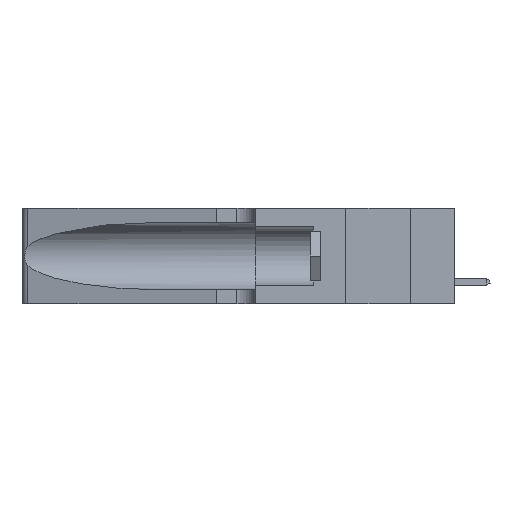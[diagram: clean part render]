
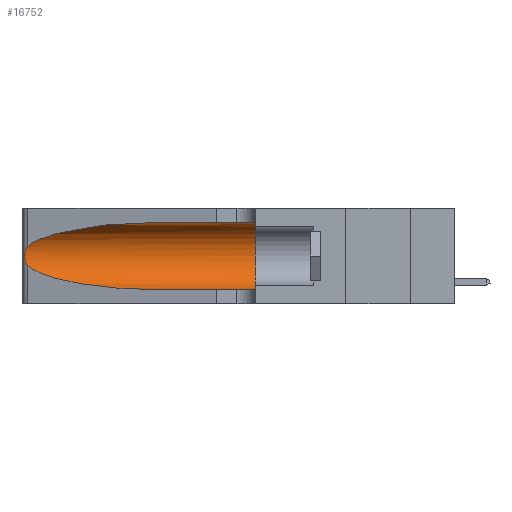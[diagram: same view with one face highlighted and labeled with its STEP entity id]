
A CAD part, left-side view. The second image highlights one B-rep face of the part: STEP entity #16752.
In plain terms, the highlighted cylindrical face has radius 3.308 mm (diameter 6.617 mm), a partial arc.
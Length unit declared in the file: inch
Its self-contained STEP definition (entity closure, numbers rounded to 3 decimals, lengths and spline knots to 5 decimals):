
#260 = VERTEX_POINT ( 'NONE', #13398 ) ;
#416 = CARTESIAN_POINT ( 'NONE',  ( 0.1305, 1.61858, 0.185 ) ) ;
#604 = EDGE_CURVE ( 'NONE', #3940, #260, #16003, .T. ) ;
#627 = VECTOR ( 'NONE', #3151, 39.37008 ) ;
#955 = CARTESIAN_POINT ( 'NONE',  ( 0.1305, 0.35, 0.185 ) ) ;
#1396 = VECTOR ( 'NONE', #17653, 39.37008 ) ;
#2276 = EDGE_CURVE ( 'NONE', #29428, #17789, #4489, .T. ) ;
#2770 = CYLINDRICAL_SURFACE ( 'NONE', #7702, 0.13025 ) ;
#2799 = CARTESIAN_POINT ( 'NONE',  ( 0.25487, 1.22718, 0.22369 ) ) ;
#3032 = DIRECTION ( 'NONE',  ( 0., 0., -1. ) ) ;
#3127 = DIRECTION ( 'NONE',  ( 0., 0., 1. ) ) ;
#3151 = DIRECTION ( 'NONE',  ( 0., -1., 0. ) ) ;
#3597 = CIRCLE ( 'NONE', #17561, 0.13025 ) ;
#3940 = VERTEX_POINT ( 'NONE', #22082 ) ;
#4159 = EDGE_CURVE ( 'NONE', #6143, #7167, #28528, .T. ) ;
#4489 = B_SPLINE_CURVE_WITH_KNOTS ( 'NONE', 3,
 ( #25372, #22976, #22890, #20478, #25276, #27299, #22800, #16174, #20675, #25084, #27399, #9180, #20388, #25187 ),
 .UNSPECIFIED., .F., .F.,
 ( 4, 2, 2, 2, 2, 2, 4 ),
 ( 0., 0.00027, 0.00053, 0.00107, 0.0016, 0.00187, 0.00214 ),
 .UNSPECIFIED. ) ;
#6143 = VERTEX_POINT ( 'NONE', #9998 ) ;
#7144 = ORIENTED_EDGE ( 'NONE', *, *, #12445, .F. ) ;
#7167 = VERTEX_POINT ( 'NONE', #7529 ) ;
#7529 = CARTESIAN_POINT ( 'NONE',  ( 0.1305, 0.35, 0.05475 ) ) ;
#7702 = AXIS2_PLACEMENT_3D ( 'NONE', #416, #12040, #3032 ) ;
#7772 = ORIENTED_EDGE ( 'NONE', *, *, #604, .F. ) ;
#8047 = CARTESIAN_POINT ( 'NONE',  ( 0.2373, 1.15595, 0.28018 ) ) ;
#8242 = CARTESIAN_POINT ( 'NONE',  ( 0.25487, 1.22718, 0.22369 ) ) ;
#8521 =( BOUNDED_CURVE ( )  B_SPLINE_CURVE ( 3, ( #25960, #23740, #10050, #28908 ),
 .UNSPECIFIED., .F., .F. ) 
 B_SPLINE_CURVE_WITH_KNOTS ( ( 4, 4 ),
 ( 3.44316, 4.71239 ),
 .UNSPECIFIED. ) 
 CURVE ( )  GEOMETRIC_REPRESENTATION_ITEM ( )  RATIONAL_B_SPLINE_CURVE ( ( 1., 0.87, 0.87, 1. ) ) 
 REPRESENTATION_ITEM ( '' )  );
#9180 = CARTESIAN_POINT ( 'NONE',  ( 0.25639, 1.23186, 0.15144 ) ) ;
#9998 = CARTESIAN_POINT ( 'NONE',  ( 0.1305, 0.72297, 0.05475 ) ) ;
#10050 = CARTESIAN_POINT ( 'NONE',  ( 0.18966, 0.96281, 0.05475 ) ) ;
#12040 = DIRECTION ( 'NONE',  ( 0., -1., 0. ) ) ;
#12445 = EDGE_CURVE ( 'NONE', #260, #7167, #3597, .T. ) ;
#12921 =( BOUNDED_CURVE ( )  B_SPLINE_CURVE ( 3, ( #12957, #19543, #8047, #8242 ),
 .UNSPECIFIED., .F., .F. ) 
 B_SPLINE_CURVE_WITH_KNOTS ( ( 4, 4 ),
 ( 1.5708, 2.84003 ),
 .UNSPECIFIED. ) 
 CURVE ( )  GEOMETRIC_REPRESENTATION_ITEM ( )  RATIONAL_B_SPLINE_CURVE ( ( 1., 0.87, 0.87, 1. ) ) 
 REPRESENTATION_ITEM ( '' )  );
#12957 = CARTESIAN_POINT ( 'NONE',  ( 0.1305, 0.72297, 0.31525 ) ) ;
#13398 = CARTESIAN_POINT ( 'NONE',  ( 0.1305, 0.35, 0.31525 ) ) ;
#14350 = CARTESIAN_POINT ( 'NONE',  ( 0.1305, 1.61858, 0.31525 ) ) ;
#15371 = CARTESIAN_POINT ( 'NONE',  ( 0.1305, 1.61858, 0.05475 ) ) ;
#15376 = ORIENTED_EDGE ( 'NONE', *, *, #16196, .T. ) ;
#16003 = LINE ( 'NONE', #14350, #627 ) ;
#16174 = CARTESIAN_POINT ( 'NONE',  ( 0.26075, 1.23896, 0.178 ) ) ;
#16196 = EDGE_CURVE ( 'NONE', #17789, #6143, #8521, .T. ) ;
#16752 = ADVANCED_FACE ( 'NONE', ( #19210 ), #2770, .F. ) ;
#17561 = AXIS2_PLACEMENT_3D ( 'NONE', #955, #21647, #3127 ) ;
#17653 = DIRECTION ( 'NONE',  ( 0., -1., 0. ) ) ;
#17789 = VERTEX_POINT ( 'NONE', #25555 ) ;
#17828 = EDGE_CURVE ( 'NONE', #3940, #29428, #12921, .T. ) ;
#17924 = ORIENTED_EDGE ( 'NONE', *, *, #2276, .T. ) ;
#19210 = FACE_OUTER_BOUND ( 'NONE', #28011, .T. ) ;
#19543 = CARTESIAN_POINT ( 'NONE',  ( 0.18966, 0.96281, 0.31525 ) ) ;
#20388 = CARTESIAN_POINT ( 'NONE',  ( 0.25555, 1.22993, 0.14849 ) ) ;
#20478 = CARTESIAN_POINT ( 'NONE',  ( 0.25787, 1.23484, 0.2124 ) ) ;
#20675 = CARTESIAN_POINT ( 'NONE',  ( 0.26017, 1.23833, 0.17102 ) ) ;
#21647 = DIRECTION ( 'NONE',  ( 0., 1., 0. ) ) ;
#21992 = ORIENTED_EDGE ( 'NONE', *, *, #17828, .T. ) ;
#22082 = CARTESIAN_POINT ( 'NONE',  ( 0.1305, 0.72297, 0.31525 ) ) ;
#22800 = CARTESIAN_POINT ( 'NONE',  ( 0.26075, 1.23896, 0.19203 ) ) ;
#22890 = CARTESIAN_POINT ( 'NONE',  ( 0.25639, 1.23184, 0.21858 ) ) ;
#22976 = CARTESIAN_POINT ( 'NONE',  ( 0.25555, 1.22994, 0.2215 ) ) ;
#23740 = CARTESIAN_POINT ( 'NONE',  ( 0.2373, 1.15595, 0.08982 ) ) ;
#24753 = ORIENTED_EDGE ( 'NONE', *, *, #4159, .T. ) ;
#25084 = CARTESIAN_POINT ( 'NONE',  ( 0.25856, 1.23593, 0.16098 ) ) ;
#25187 = CARTESIAN_POINT ( 'NONE',  ( 0.25487, 1.22718, 0.14631 ) ) ;
#25276 = CARTESIAN_POINT ( 'NONE',  ( 0.25854, 1.2359, 0.20912 ) ) ;
#25372 = CARTESIAN_POINT ( 'NONE',  ( 0.25487, 1.22718, 0.22369 ) ) ;
#25555 = CARTESIAN_POINT ( 'NONE',  ( 0.25487, 1.22718, 0.14631 ) ) ;
#25960 = CARTESIAN_POINT ( 'NONE',  ( 0.25487, 1.22718, 0.14631 ) ) ;
#27299 = CARTESIAN_POINT ( 'NONE',  ( 0.26018, 1.23835, 0.19895 ) ) ;
#27399 = CARTESIAN_POINT ( 'NONE',  ( 0.25789, 1.23486, 0.15765 ) ) ;
#28011 = EDGE_LOOP ( 'NONE', ( #21992, #17924, #15376, #24753, #7144, #7772 ) ) ;
#28528 = LINE ( 'NONE', #15371, #1396 ) ;
#28908 = CARTESIAN_POINT ( 'NONE',  ( 0.1305, 0.72297, 0.05475 ) ) ;
#29428 = VERTEX_POINT ( 'NONE', #2799 ) ;
